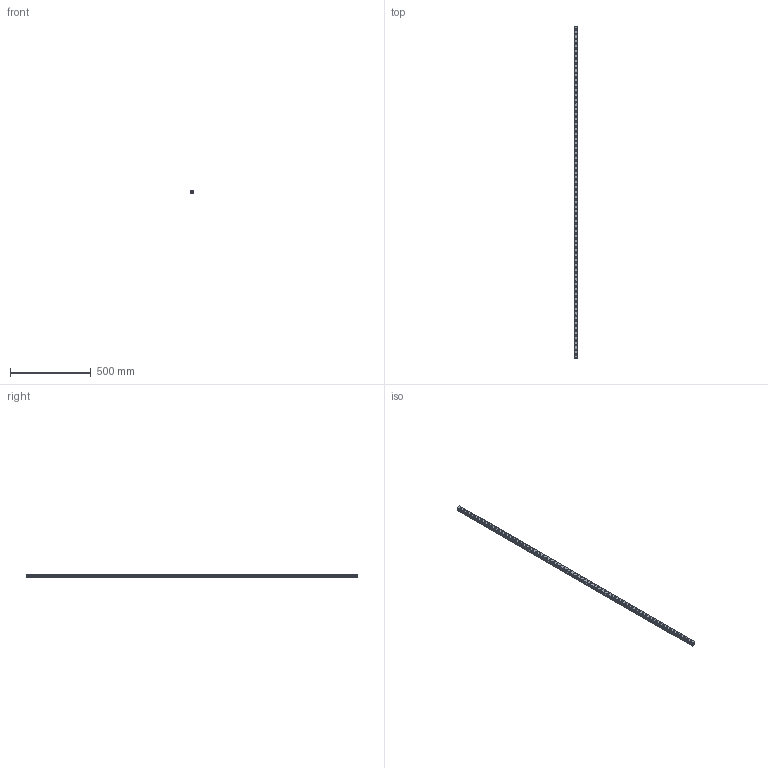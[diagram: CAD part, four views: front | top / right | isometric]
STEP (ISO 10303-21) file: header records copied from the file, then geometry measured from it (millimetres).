
FILE_DESCRIPTION(('STEP AP214'),'1');
FILE_NAME('cctmp_0E8DFDFA-670E-4351-BF2A-74E182130CC4_2021_03_11_09_56_56_0374..stp','2021-03-11T08:56:56',('HIWIN GmbH'),('CADClick - www.CADClick.com'),'Spatial InterOp 3D',' ','unknown authorization');
FILE_SCHEMA(('AUTOMOTIVE_DESIGN'));
Length unit declared in the file: millimetre
Products named in the file (1): RGR25R2050H_FILE
Bounding box: 23 x 2050 x 23.6 mm (x, y, z)
Volume: 822531 mm3; surface area: 254431.8 mm2
Topology: 1 solids, 1 shells, 729 faces, 1557 edges, 1038 vertices
Faces by surface type: cylinder 426, plane 303
Entity records: 25939 total; most frequent: DIRECTION 3869, CARTESIAN_POINT 3325, ORIENTED_EDGE 3114, AXIS2_PLACEMENT_3D 1582, EDGE_CURVE 1557, VERTEX_POINT 1038, EDGE_LOOP 937, CIRCLE 852
